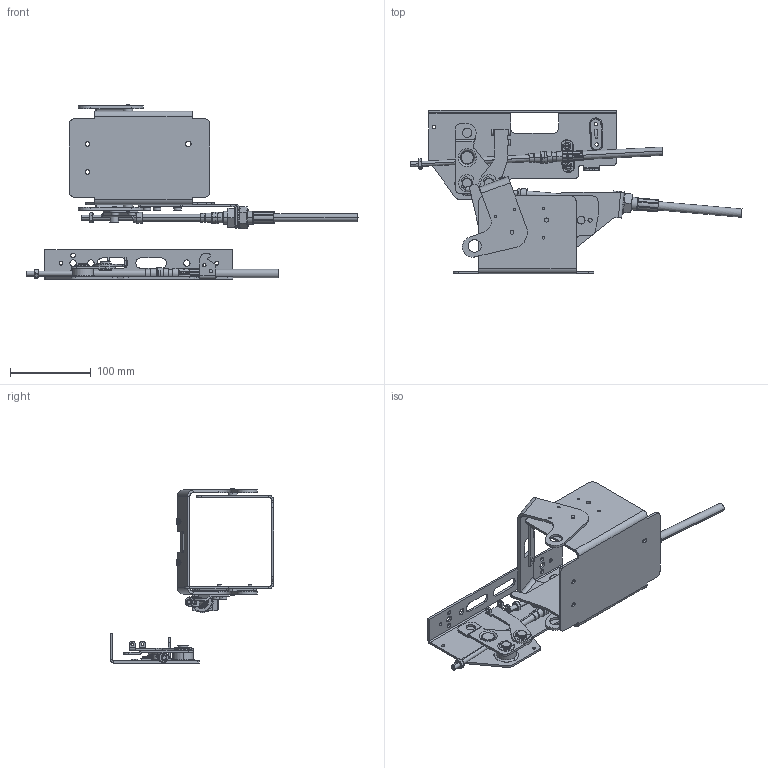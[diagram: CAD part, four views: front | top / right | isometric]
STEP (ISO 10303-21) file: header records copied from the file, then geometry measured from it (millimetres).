
FILE_DESCRIPTION((''),'2;1');
FILE_NAME('31301-106-50-01_ASM','2017-10-09T',('SESA55283'),('Schneider-Electric'),'PRO/ENGINEER BY PARAMETRIC TECHNOLOGY CORPORATION, 2015440','PRO/ENGINEER BY PARAMETRIC TECHNOLOGY CORPORATION, 2015440','');
FILE_SCHEMA(('CONFIG_CONTROL_DESIGN'));
Length unit declared in the file: inch
Products named in the file (38): 31301-077-01; 31301-062-01-01_RVT; 31301-065-50-01_ASM; 31301-114-01-01; 31301-079-01-01; 31301-063-01-01; 29907-03210_MIG05; 31301-517-01-01; 31301-080-01; 21911-17080_MIG05; 31004-717-01; 31004-719-01; 2797-X11-01; 31004-721-50_ASM; 31004-678-01; 21994-10200; 31004-679-01; 31004-317-01; 21911-14101_MIG05; 31004-727-50_ASM; CABLE4-BLKHD-FITTING; CABLE4_MIG05; CABLE4-SLEEVE; CABLE4-BUSHING; CABLE4-SLEEVE-ASSY_ASM; CABLE4-ROD-SEAL; CABLE4-ROD-END; CABLE4-ROD-SLEEVE_ASM; CABLE4-SLEEVE-SEAL; 23704-00320_MIG05; 23003-00330_MIG05; CABLE4-BLKHD-END_ASM; 23003-00210_MIG05; CABLE01_ASM; CABLE4-CLAMP-FITTING; CABLE4-CLAMP-END_ASM; CABLE02_ASM; 31301-106-50-01_ASM
Assembly tree (52 placements, depth 6):
  31301-106-50-01_ASM
    31301-065-50-01_ASM
      31301-077-01
      31301-062-01-01_RVT
    31301-114-01-01
    31301-079-01-01
    31301-063-01-01
    29907-03210_MIG05  x2
    31301-517-01-01
    31301-080-01
    21911-17080_MIG05  x2
    31004-727-50_ASM
      31004-717-01
      31004-721-50_ASM
        31004-719-01
        2797-X11-01  x2
      31004-678-01
      21994-10200  x5
      31004-679-01
      31301-080-01
      31004-317-01
      21911-14101_MIG05  x2
    CABLE01_ASM
      CABLE4-BLKHD-END_ASM
        CABLE4-BLKHD-FITTING
        CABLE4_MIG05
        CABLE4-ROD-SLEEVE_ASM
          CABLE4-SLEEVE-ASSY_ASM
            CABLE4-SLEEVE
            CABLE4-BUSHING
          CABLE4-ROD-SEAL
          CABLE4-ROD-END
        CABLE4-SLEEVE-SEAL
        23704-00320_MIG05  x2
        23003-00330_MIG05  x2
      23003-00210_MIG05
    CABLE02_ASM
      CABLE4-CLAMP-END_ASM
        CABLE4-CLAMP-FITTING
        CABLE4_MIG05
        CABLE4-ROD-SLEEVE_ASM
          CABLE4-SLEEVE-ASSY_ASM
            CABLE4-SLEEVE
            CABLE4-BUSHING
          CABLE4-ROD-SEAL
          CABLE4-ROD-END
        CABLE4-SLEEVE-SEAL
      23003-00210_MIG05
Bounding box: 412.43 x 203.2 x 217.5 mm (x, y, z)
Volume: 319857.4 mm3; surface area: 266449.7 mm2
Topology: 46 solids, 46 shells, 1539 faces, 3842 edges, 2440 vertices
Faces by surface type: plane 765, cylinder 579, cone 122, torus 68, bspline 3, sphere 2
Entity records: 34081 total; most frequent: CARTESIAN_POINT 6335, DIRECTION 6081, ORIENTED_EDGE 5376, EDGE_CURVE 2688, AXIS2_PLACEMENT_3D 2295, VERTEX_POINT 1710, VECTOR 1491, LINE 1491
